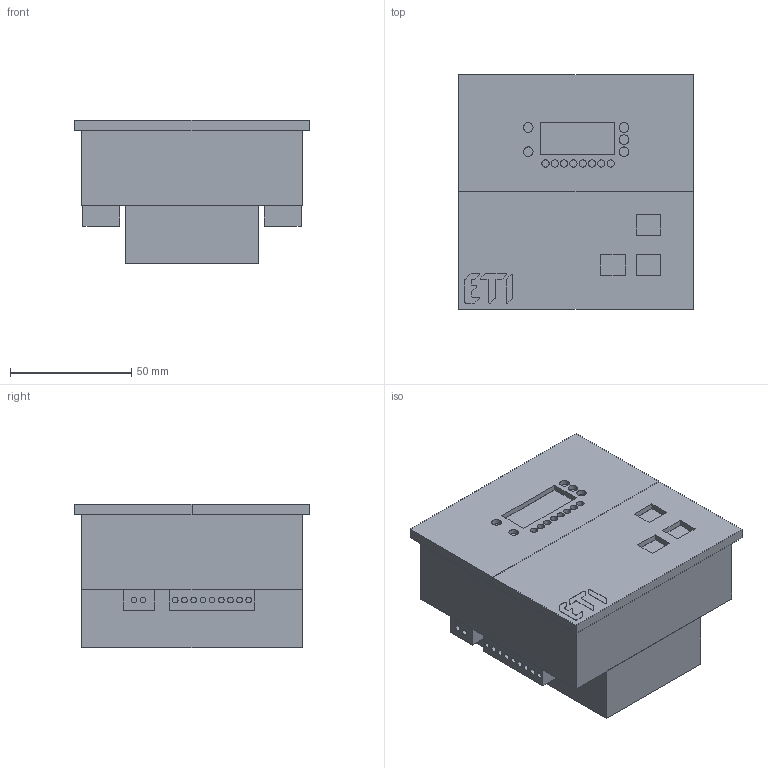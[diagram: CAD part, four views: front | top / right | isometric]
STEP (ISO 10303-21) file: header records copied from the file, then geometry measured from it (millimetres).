
FILE_DESCRIPTION((''),'2;1');
FILE_NAME('PFC_6-8RS_ASM','2021-10-28T',('marketing.praksa'),('Audax d.o.o.'),'CREO PARAMETRIC BY PTC INC, 2017480','CREO PARAMETRIC BY PTC INC, 2017480','');
FILE_SCHEMA(('AUTOMOTIVE_DESIGN { 1 0 10303 214 1 1 1 1 }'));
Length unit declared in the file: millimetre
Products named in the file (12): OPEN_CASCADE_STEP_TRANSLATOR-45; OPEN_CASCADE_STEP_TRANSLAT-1290; OPEN_CASCADE_STEP_TRANSLAT-3399; OPEN_CASCADE_STEP_TRANSLAT-7780; OPEN_CASCADE_STEP_TRANSLAT-8129; D1; D2; PRT9575; PRT9576; PRT9577; PRT9578; PFC_6-8RS_ASM
Assembly tree (11 placements, depth 2):
  PFC_6-8RS_ASM
    OPEN_CASCADE_STEP_TRANSLATOR-45
    OPEN_CASCADE_STEP_TRANSLAT-1290
    OPEN_CASCADE_STEP_TRANSLAT-3399
    OPEN_CASCADE_STEP_TRANSLAT-7780
    OPEN_CASCADE_STEP_TRANSLAT-8129
    D1
    D2
    PRT9575
    PRT9576
    PRT9577
    PRT9578
Bounding box: 97 x 97 x 59.3 mm (x, y, z)
Volume: 420870.7 mm3; surface area: 76009.5 mm2
Topology: 27 solids, 27 shells, 402 faces, 894 edges, 596 vertices
Faces by surface type: plane 272, cylinder 130
Entity records: 17631 total; most frequent: DIRECTION 2004, CARTESIAN_POINT 1949, ORIENTED_EDGE 1788, PRESENTATION_STYLE_ASSIGNMENT 1323, STYLED_ITEM 1323, CURVE_STYLE 894, EDGE_CURVE 894, AXIS2_PLACEMENT_3D 685
